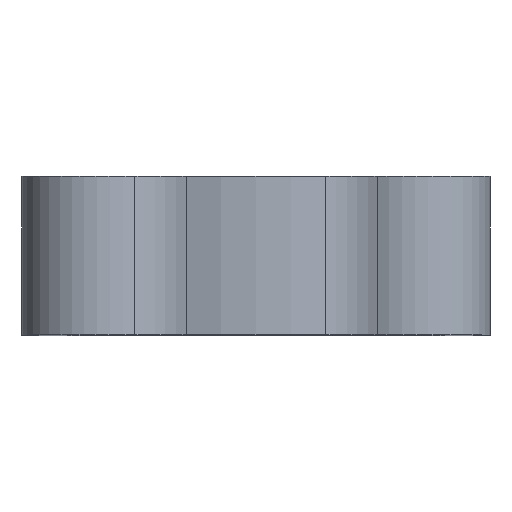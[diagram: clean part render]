
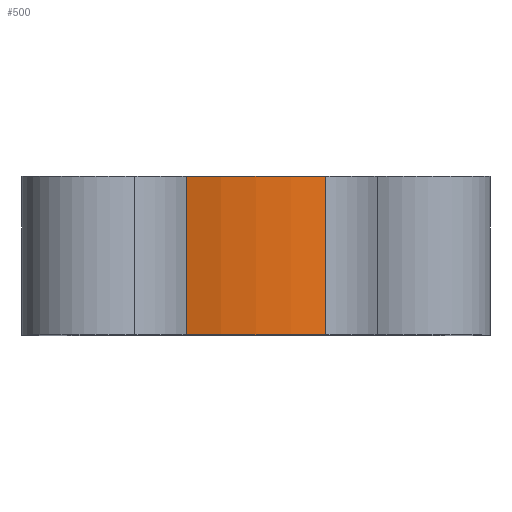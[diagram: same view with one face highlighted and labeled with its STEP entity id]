
A CAD part, top view. The second image highlights one B-rep face of the part: STEP entity #500.
In plain terms, the highlighted cylindrical face has radius 10.16 mm (diameter 20.32 mm), a partial arc.
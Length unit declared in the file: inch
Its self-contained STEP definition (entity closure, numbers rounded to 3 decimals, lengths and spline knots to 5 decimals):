
#91 = CARTESIAN_POINT ( 'NONE',  ( -0.12095, 0.375, 0.38128 ) ) ;
#103 = EDGE_CURVE ( 'NONE', #427, #149, #1337, .T. ) ;
#149 = VERTEX_POINT ( 'NONE', #1299 ) ;
#152 = LINE ( 'NONE', #1008, #476 ) ;
#182 = AXIS2_PLACEMENT_3D ( 'NONE', #1069, #1562, #1415 ) ;
#251 = DIRECTION ( 'NONE',  ( 0., -1., 0. ) ) ;
#295 = VECTOR ( 'NONE', #1729, 39.37008 ) ;
#362 = AXIS2_PLACEMENT_3D ( 'NONE', #1243, #396, #1389 ) ;
#390 = ORIENTED_EDGE ( 'NONE', *, *, #1137, .F. ) ;
#396 = DIRECTION ( 'NONE',  ( 0., 1., 0. ) ) ;
#427 = VERTEX_POINT ( 'NONE', #1800 ) ;
#476 = VECTOR ( 'NONE', #1288, 39.37008 ) ;
#500 = ADVANCED_FACE ( 'NONE', ( #840 ), #1077, .T. ) ;
#671 = ORIENTED_EDGE ( 'NONE', *, *, #1836, .T. ) ;
#739 = EDGE_CURVE ( 'NONE', #149, #876, #152, .T. ) ;
#810 = AXIS2_PLACEMENT_3D ( 'NONE', #945, #251, #1231 ) ;
#840 = FACE_OUTER_BOUND ( 'NONE', #849, .T. ) ;
#849 = EDGE_LOOP ( 'NONE', ( #390, #671, #932, #1424 ) ) ;
#876 = VERTEX_POINT ( 'NONE', #1460 ) ;
#932 = ORIENTED_EDGE ( 'NONE', *, *, #103, .T. ) ;
#945 = CARTESIAN_POINT ( 'NONE',  ( 0., 0.375, 0. ) ) ;
#1008 = CARTESIAN_POINT ( 'NONE',  ( 0.12095, 0.375, 0.38128 ) ) ;
#1069 = CARTESIAN_POINT ( 'NONE',  ( 0., 0.1, 0. ) ) ;
#1077 = CYLINDRICAL_SURFACE ( 'NONE', #810, 0.4 ) ;
#1137 = EDGE_CURVE ( 'NONE', #1609, #876, #1802, .T. ) ;
#1157 = CARTESIAN_POINT ( 'NONE',  ( -0.12095, 0.375, 0.38128 ) ) ;
#1231 = DIRECTION ( 'NONE',  ( 0., 0., -1. ) ) ;
#1243 = CARTESIAN_POINT ( 'NONE',  ( 0., 0.375, 0. ) ) ;
#1288 = DIRECTION ( 'NONE',  ( 0., 1., 0. ) ) ;
#1299 = CARTESIAN_POINT ( 'NONE',  ( 0.12095, 0.1, 0.38128 ) ) ;
#1337 = CIRCLE ( 'NONE', #182, 0.4 ) ;
#1389 = DIRECTION ( 'NONE',  ( 0., 0., 1. ) ) ;
#1415 = DIRECTION ( 'NONE',  ( 0., 0., 1. ) ) ;
#1424 = ORIENTED_EDGE ( 'NONE', *, *, #739, .T. ) ;
#1460 = CARTESIAN_POINT ( 'NONE',  ( 0.12095, 0.375, 0.38128 ) ) ;
#1562 = DIRECTION ( 'NONE',  ( 0., 1., 0. ) ) ;
#1609 = VERTEX_POINT ( 'NONE', #91 ) ;
#1729 = DIRECTION ( 'NONE',  ( 0., -1., 0. ) ) ;
#1800 = CARTESIAN_POINT ( 'NONE',  ( -0.12095, 0.1, 0.38128 ) ) ;
#1802 = CIRCLE ( 'NONE', #362, 0.4 ) ;
#1807 = LINE ( 'NONE', #1157, #295 ) ;
#1836 = EDGE_CURVE ( 'NONE', #1609, #427, #1807, .T. ) ;
